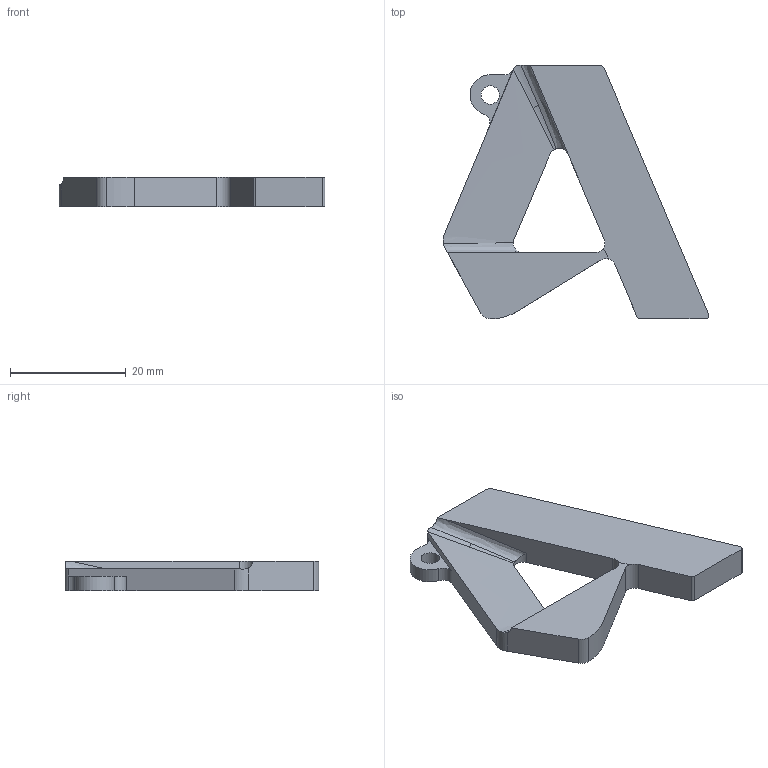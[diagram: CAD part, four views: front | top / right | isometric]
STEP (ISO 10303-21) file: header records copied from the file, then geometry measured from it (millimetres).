
FILE_DESCRIPTION(/* description */ (''),/* implementation_level */ '2;1');
FILE_NAME(/* name */ '3D PrintAutodesk Logo v1.step',/* time_stamp */ '2020-05-19T15:54:52-07:00',/* author */ (''),/* organization */ (''),/* preprocessor_version */ 'ST-DEVELOPER v18.1',/* originating_system */ 'Autodesk Translation Framework v9.3.0.1241',/* authorisation */ '');
FILE_SCHEMA (('AUTOMOTIVE_DESIGN { 1 0 10303 214 3 1 1 }'));
Length unit declared in the file: millimetre
Products named in the file (1): 3D PrintAutodesk Logo
Bounding box: 45.91 x 43.81 x 5.08 mm (x, y, z)
Volume: 4650 mm3; surface area: 3278.2 mm2
Topology: 1 solids, 1 shells, 34 faces, 99 edges, 66 vertices
Faces by surface type: plane 15, cylinder 15, bspline 4
Full cylindrical faces by diameter (mm): 3.175 x1
Entity records: 2173 total; most frequent: CARTESIAN_POINT 1204, ORIENTED_EDGE 198, DIRECTION 165, EDGE_CURVE 99, VERTEX_POINT 66, AXIS2_PLACEMENT_3D 59, LINE 47, VECTOR 47
